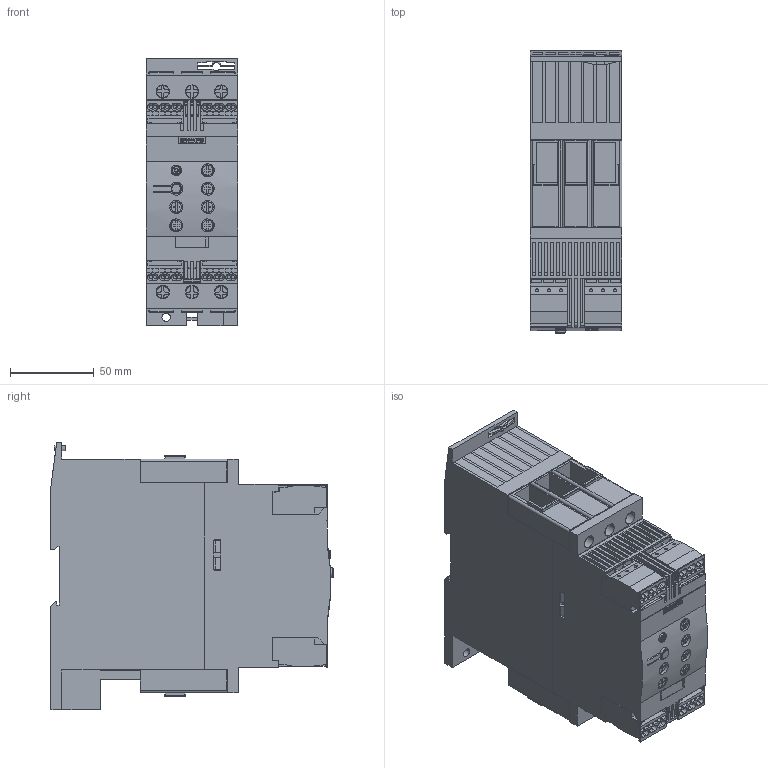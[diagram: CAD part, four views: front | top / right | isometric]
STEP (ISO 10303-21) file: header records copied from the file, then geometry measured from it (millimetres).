
FILE_DESCRIPTION(('no description'),'unknown implementation level');
FILE_NAME('3RW40382BB04.STEP',' ',('CADClick, version 2.3.8, www.CADClick.com, licensed to SIEMENS A&D'),('ccLab - KiM Gmbh - www.kimweb.de'),'unknown preprocess','ACIS','unknown authorization');
FILE_SCHEMA(('automotive_design'));
Length unit declared in the file: millimetre
Products named in the file (8): 1; 2; 3; 4; 5; 6; 7; 8
Bounding box: 55 x 169 x 160.05 mm (x, y, z)
Volume: 1089572.7 mm3; surface area: 170248.6 mm2
Topology: 8 solids, 8 shells, 1556 faces, 4152 edges, 2699 vertices
Faces by surface type: plane 1044, cylinder 374, cone 98, torus 40
Entity records: 97181 total; most frequent: CARTESIAN_POINT 10790, STYLED_ITEM 8415, PRESENTATION_STYLE_ASSIGNMENT 8415, COLOUR_RGB 8415, ORIENTED_EDGE 8304, DIRECTION 8063, EDGE_CURVE 4152, CURVE_STYLE 4152
